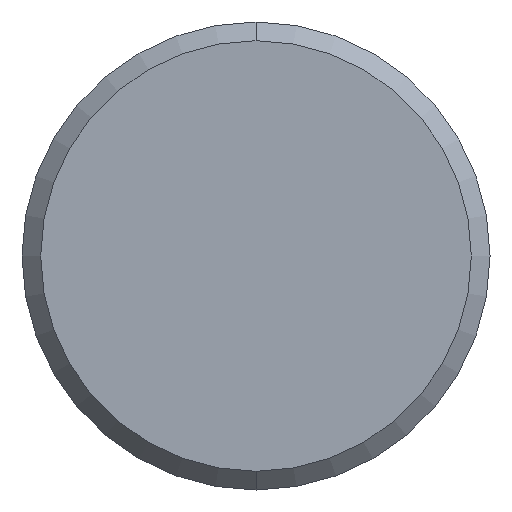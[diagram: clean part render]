
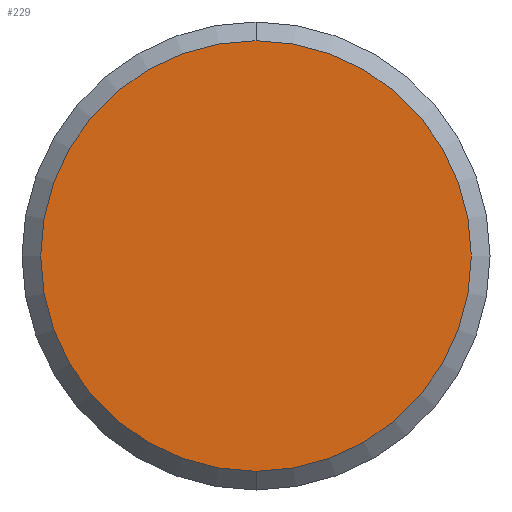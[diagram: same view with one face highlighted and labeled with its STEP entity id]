
A CAD part, front view. The second image highlights one B-rep face of the part: STEP entity #229.
In plain terms, the highlighted planar face has unit normal (0, -1, 0).
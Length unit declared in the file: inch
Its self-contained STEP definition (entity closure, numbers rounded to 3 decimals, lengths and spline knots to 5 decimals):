
#21 = DIRECTION ( 'NONE',  ( 0., 1., 0. ) ) ;
#40 = CARTESIAN_POINT ( 'NONE',  ( 0., 0., 0. ) ) ;
#59 = VERTEX_POINT ( 'NONE', #151 ) ;
#65 = EDGE_CURVE ( 'NONE', #59, #230, #277, .T. ) ;
#78 = DIRECTION ( 'NONE',  ( 0., -1., 0. ) ) ;
#79 = ORIENTED_EDGE ( 'NONE', *, *, #65, .T. ) ;
#111 = DIRECTION ( 'NONE',  ( 0., 0., 1. ) ) ;
#127 = DIRECTION ( 'NONE',  ( 0., 0., 1. ) ) ;
#128 = CARTESIAN_POINT ( 'NONE',  ( 0., 0., 0. ) ) ;
#133 = AXIS2_PLACEMENT_3D ( 'NONE', #40, #21, #111 ) ;
#137 = FACE_OUTER_BOUND ( 'NONE', #188, .T. ) ;
#145 = AXIS2_PLACEMENT_3D ( 'NONE', #256, #273, #274 ) ;
#151 = CARTESIAN_POINT ( 'NONE',  ( 0., 0., 0.22985 ) ) ;
#153 = CARTESIAN_POINT ( 'NONE',  ( 0., 0., -0.22985 ) ) ;
#157 = PLANE ( 'NONE',  #133 ) ;
#178 = ORIENTED_EDGE ( 'NONE', *, *, #223, .T. ) ;
#188 = EDGE_LOOP ( 'NONE', ( #79, #178 ) ) ;
#193 = CIRCLE ( 'NONE', #145, 0.22985 ) ;
#200 = AXIS2_PLACEMENT_3D ( 'NONE', #128, #78, #127 ) ;
#223 = EDGE_CURVE ( 'NONE', #230, #59, #193, .T. ) ;
#229 = ADVANCED_FACE ( 'NONE', ( #137 ), #157, .F. ) ;
#230 = VERTEX_POINT ( 'NONE', #153 ) ;
#256 = CARTESIAN_POINT ( 'NONE',  ( 0., 0., 0. ) ) ;
#273 = DIRECTION ( 'NONE',  ( 0., -1., 0. ) ) ;
#274 = DIRECTION ( 'NONE',  ( 0., 0., 1. ) ) ;
#277 = CIRCLE ( 'NONE', #200, 0.22985 ) ;
